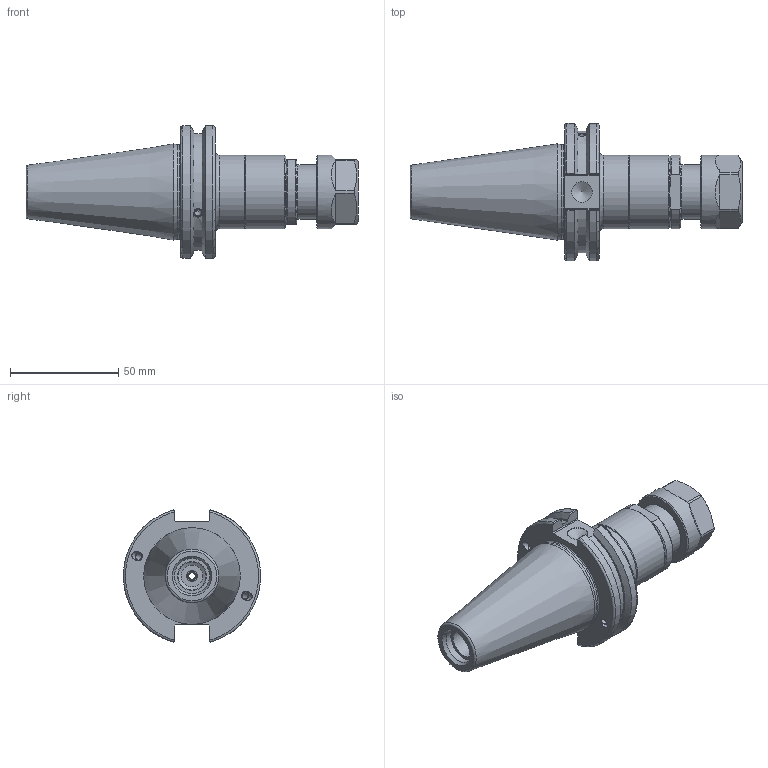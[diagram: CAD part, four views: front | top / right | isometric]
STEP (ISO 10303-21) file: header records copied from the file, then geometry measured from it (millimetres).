
FILE_DESCRIPTION(/* description */ (''),/* implementation_level */ '2;1');
FILE_NAME(/* name */ 'JK062SYT.stp',/* time_stamp */ '2020-09-21T11:39:09+09:00',/* author */ ('eos'),/* organization */ (''),/* preprocessor_version */ 'ST-DEVELOPER v18.1',/* originating_system */ 'Autodesk Inventor 2020',/* authorisation */ '');
FILE_SCHEMA (('AUTOMOTIVE_DESIGN { 1 0 10303 214 3 1 1 }'));
Length unit declared in the file: millimetre
Products named in the file (5): CAT40ADB-SYTER16-85; CAT50; SYNCHRO-ER20-31; SYTER16-COVER(RED); ER20NUT
Assembly tree (4 placements, depth 2):
  CAT40ADB-SYTER16-85
    CAT50
    SYNCHRO-ER20-31
    SYTER16-COVER(RED)
    ER20NUT
Bounding box: 153.25 x 63.26 x 61.09 mm (x, y, z)
Volume: 143160.4 mm3; surface area: 42168.4 mm2
Topology: 4 solids, 5 shells, 208 faces, 589 edges, 410 vertices
Faces by surface type: plane 81, cylinder 66, cone 45, torus 16
Full cylindrical faces by diameter (mm): 3 x1, 3.242 x8, 4 x6, 4.1 x4, 4.2 x2, 4.3 x1, 5.2 x1, 5.5 x1, 9.525 x1, 10 x1, 10.2 x1, 10.6 x1, 13 x1, 13.386 x1, 13.5 x1, 16 x1, 16.3 x1, 18.4 x1, 21.76 x1, 23.5 x1, 23.6 x1, 24 x1, 24.4 x1, 25 x2, 25.5 x1, 28.3 x2, 30 x4, 34 x3, 43.6 x1
Entity records: 7395 total; most frequent: CARTESIAN_POINT 1611, DIRECTION 1256, ORIENTED_EDGE 1153, EDGE_CURVE 578, AXIS2_PLACEMENT_3D 534, VERTEX_POINT 410, CIRCLE 292, EDGE_LOOP 256
